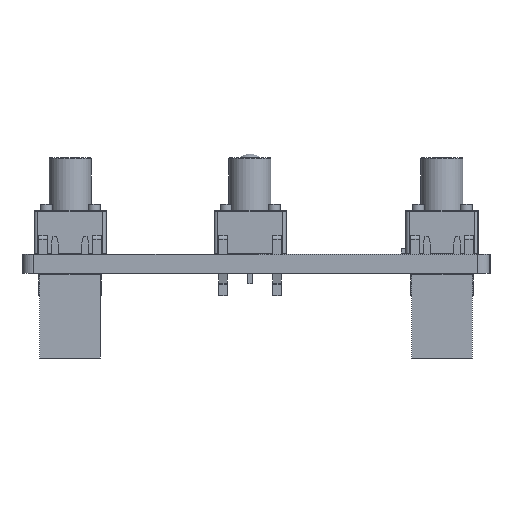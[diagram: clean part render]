
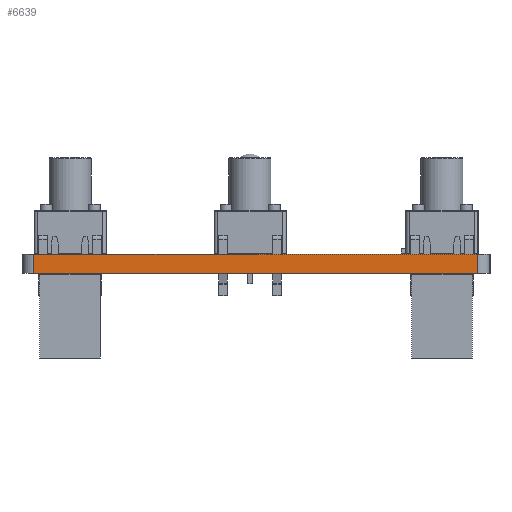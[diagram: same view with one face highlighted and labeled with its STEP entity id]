
A CAD part, left-side view. The second image highlights one B-rep face of the part: STEP entity #6639.
In plain terms, the highlighted planar face has unit normal (-1, 0, 0).
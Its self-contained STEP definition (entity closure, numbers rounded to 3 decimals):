
#796=FACE_OUTER_BOUND('',#1232,.T.);
#1232=EDGE_LOOP('',(#5648,#5649,#5650,#5651));
#1906=LINE('',#10609,#2587);
#1909=LINE('',#10620,#2590);
#1910=LINE('',#10707,#2591);
#1914=LINE('',#10802,#2595);
#2587=VECTOR('',#8736,1.);
#2590=VECTOR('',#8747,1.);
#2591=VECTOR('',#8834,1.);
#2595=VECTOR('',#8930,1.);
#3116=VERTEX_POINT('',#10606);
#3117=VERTEX_POINT('',#10608);
#3121=VERTEX_POINT('',#10618);
#3164=VERTEX_POINT('',#10706);
#3942=EDGE_CURVE('',#3116,#3117,#1906,.T.);
#3948=EDGE_CURVE('',#3116,#3121,#1909,.T.);
#3991=EDGE_CURVE('',#3117,#3164,#1910,.T.);
#4039=EDGE_CURVE('',#3121,#3164,#1914,.T.);
#5648=ORIENTED_EDGE('',*,*,#3942,.F.);
#5649=ORIENTED_EDGE('',*,*,#3948,.T.);
#5650=ORIENTED_EDGE('',*,*,#4039,.T.);
#5651=ORIENTED_EDGE('',*,*,#3991,.F.);
#6064=PLANE('',#7240);
#6639=ADVANCED_FACE('',(#796),#6064,.F.);
#7240=AXIS2_PLACEMENT_3D('',#10801,#8928,#8929);
#8736=DIRECTION('',(0.,0.,1.));
#8747=DIRECTION('',(0.,-1.,0.));
#8834=DIRECTION('',(0.,-1.,0.));
#8928=DIRECTION('center_axis',(1.,0.,0.));
#8929=DIRECTION('ref_axis',(0.,-1.,0.));
#8930=DIRECTION('',(0.,0.,1.));
#10606=CARTESIAN_POINT('',(-37.,26.,0.));
#10608=CARTESIAN_POINT('',(-37.,26.,1.6));
#10609=CARTESIAN_POINT('',(-37.,26.,0.));
#10618=CARTESIAN_POINT('',(-37.,-11.,0.));
#10620=CARTESIAN_POINT('',(-37.,26.,0.));
#10706=CARTESIAN_POINT('',(-37.,-11.,1.6));
#10707=CARTESIAN_POINT('',(-37.,26.,1.6));
#10801=CARTESIAN_POINT('Origin',(-37.,26.,0.));
#10802=CARTESIAN_POINT('',(-37.,-11.,0.));
